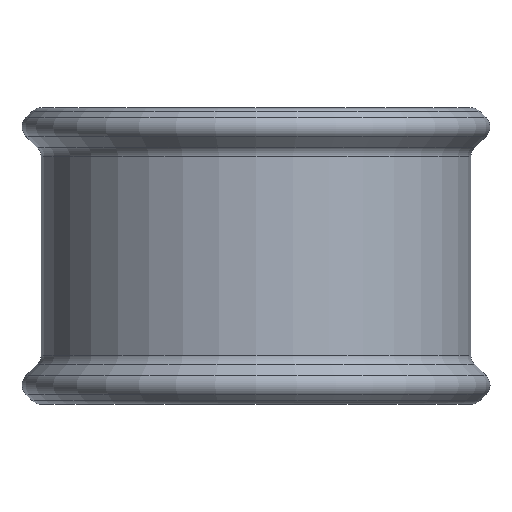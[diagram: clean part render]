
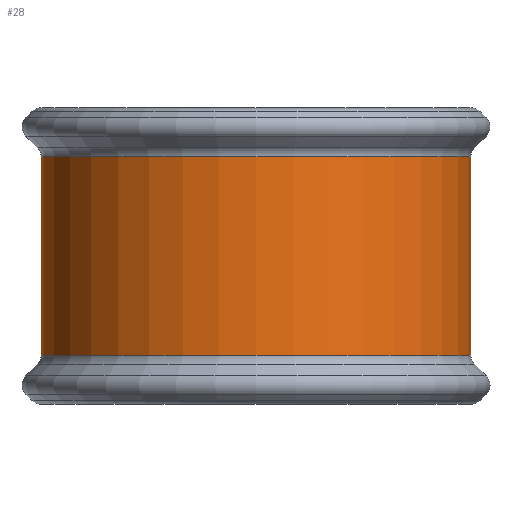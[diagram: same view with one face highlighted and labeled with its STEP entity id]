
A CAD part, front view. The second image highlights one B-rep face of the part: STEP entity #28.
In plain terms, the highlighted cylindrical face has radius 12.509 mm (diameter 25.019 mm), a partial arc.
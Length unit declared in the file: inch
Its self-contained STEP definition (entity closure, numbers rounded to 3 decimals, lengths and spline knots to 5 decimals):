
#28 = ADVANCED_FACE ( 'NONE', ( #4254 ), #4758, .T. ) ;
#268 = LINE ( 'NONE', #1136, #5132 ) ;
#381 = CARTESIAN_POINT ( 'NONE',  ( -0.055, -0.906, -0.22729 ) ) ;
#440 = ORIENTED_EDGE ( 'NONE', *, *, #4468, .T. ) ;
#451 = EDGE_CURVE ( 'NONE', #783, #4156, #4418, .T. ) ;
#540 = ORIENTED_EDGE ( 'NONE', *, *, #5505, .T. ) ;
#585 = CIRCLE ( 'NONE', #5560, 0.4925 ) ;
#783 = VERTEX_POINT ( 'NONE', #4003 ) ;
#930 = DIRECTION ( 'NONE',  ( 0., 0., -1. ) ) ;
#981 = CARTESIAN_POINT ( 'NONE',  ( -0.055, -0.906, 0.22729 ) ) ;
#1136 = CARTESIAN_POINT ( 'NONE',  ( 0.4375, -0.4135, 0.22729 ) ) ;
#1139 = DIRECTION ( 'NONE',  ( -1., 0., 0. ) ) ;
#1151 = CARTESIAN_POINT ( 'NONE',  ( 0.4375, -0.906, -0.22729 ) ) ;
#1366 = VECTOR ( 'NONE', #2409, 39.37008 ) ;
#1512 = LINE ( 'NONE', #981, #1366 ) ;
#1632 = DIRECTION ( 'NONE',  ( -1., 0., 0. ) ) ;
#1854 = EDGE_CURVE ( 'NONE', #4156, #2647, #1512, .T. ) ;
#1882 = CARTESIAN_POINT ( 'NONE',  ( 0.4375, -0.4135, 0.22729 ) ) ;
#2261 = AXIS2_PLACEMENT_3D ( 'NONE', #2978, #3302, #1139 ) ;
#2409 = DIRECTION ( 'NONE',  ( 0., 0., 1. ) ) ;
#2647 = VERTEX_POINT ( 'NONE', #5486 ) ;
#2978 = CARTESIAN_POINT ( 'NONE',  ( 0.4375, -0.906, 0. ) ) ;
#3261 = ORIENTED_EDGE ( 'NONE', *, *, #451, .F. ) ;
#3302 = DIRECTION ( 'NONE',  ( 0., 0., -1. ) ) ;
#3762 = CARTESIAN_POINT ( 'NONE',  ( 0.4375, -0.906, 0.22729 ) ) ;
#4003 = CARTESIAN_POINT ( 'NONE',  ( 0.4375, -0.4135, -0.22729 ) ) ;
#4156 = VERTEX_POINT ( 'NONE', #381 ) ;
#4237 = DIRECTION ( 'NONE',  ( -1., 0., 0. ) ) ;
#4254 = FACE_OUTER_BOUND ( 'NONE', #5076, .T. ) ;
#4418 = CIRCLE ( 'NONE', #4797, 0.4925 ) ;
#4464 = DIRECTION ( 'NONE',  ( 0., 0., -1. ) ) ;
#4468 = EDGE_CURVE ( 'NONE', #4505, #2647, #585, .T. ) ;
#4505 = VERTEX_POINT ( 'NONE', #1882 ) ;
#4758 = CYLINDRICAL_SURFACE ( 'NONE', #2261, 0.4925 ) ;
#4797 = AXIS2_PLACEMENT_3D ( 'NONE', #1151, #4464, #1632 ) ;
#5076 = EDGE_LOOP ( 'NONE', ( #540, #440, #5950, #3261 ) ) ;
#5132 = VECTOR ( 'NONE', #5859, 39.37008 ) ;
#5486 = CARTESIAN_POINT ( 'NONE',  ( -0.055, -0.906, 0.22729 ) ) ;
#5505 = EDGE_CURVE ( 'NONE', #783, #4505, #268, .T. ) ;
#5560 = AXIS2_PLACEMENT_3D ( 'NONE', #3762, #930, #4237 ) ;
#5859 = DIRECTION ( 'NONE',  ( 0., 0., 1. ) ) ;
#5950 = ORIENTED_EDGE ( 'NONE', *, *, #1854, .F. ) ;
